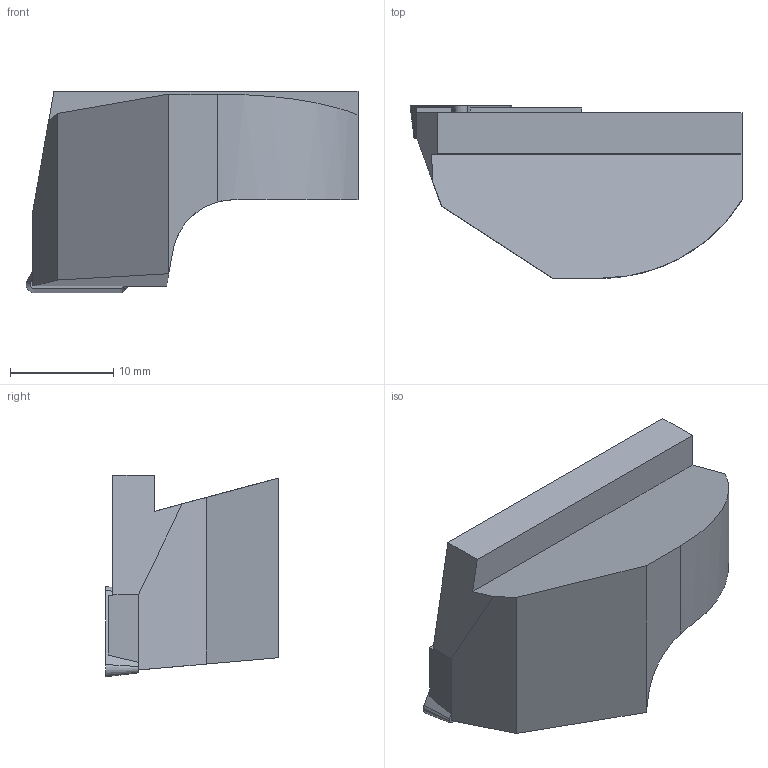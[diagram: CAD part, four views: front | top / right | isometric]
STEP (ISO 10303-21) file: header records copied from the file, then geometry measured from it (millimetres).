
FILE_DESCRIPTION(/* description */ (''),/* implementation_level */ '2;1');
FILE_NAME(/* name */ '1560775988384.stp',/* time_stamp */ '2019-06-17T14:53:11+02:00',/* author */ (''),/* organization */ ('SMS'),/* preprocessor_version */ 'ST-DEVELOPER v15',/* originating_system */ 'SIEMENS PLM Software NX 8.5',/* authorisation */ '');
FILE_SCHEMA (('AUTOMOTIVE_DESIGN { 1 0 10303 214 3 1 1 1 }'));
Length unit declared in the file: millimetre
Products named in the file (4): 202024374mod000_00; ASSEMBLY_CONSTRUCTION; 202336232mod000_00; 111151188mod000_01
Assembly tree (3 placements, depth 2):
  111151188mod000_01
    202336232mod000_00
    ASSEMBLY_CONSTRUCTION
    202024374mod000_00
Bounding box: 32.1 x 16.7 x 19.5 mm (x, y, z)
Volume: 5061 mm3; surface area: 2372 mm2
Topology: 2 solids, 2 shells, 41 faces, 109 edges, 79 vertices
Faces by surface type: plane 28, cone 5, cylinder 4, torus 4
Full cylindrical faces by diameter (mm): 2.8 x2
Entity records: 1374 total; most frequent: CARTESIAN_POINT 241, DIRECTION 213, ORIENTED_EDGE 188, EDGE_CURVE 94, LINE 71, VECTOR 71, AXIS2_PLACEMENT_3D 71, VERTEX_POINT 66
